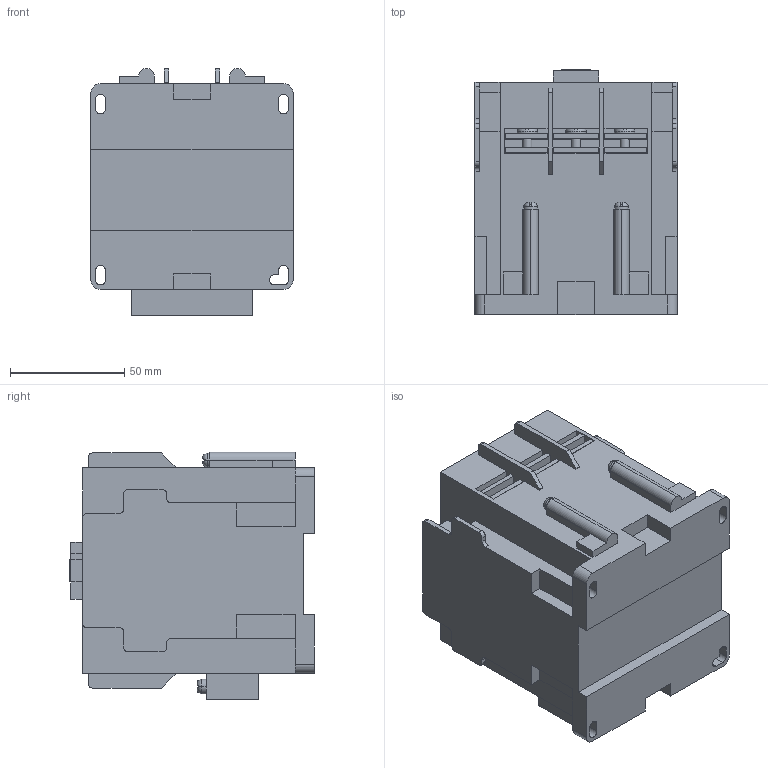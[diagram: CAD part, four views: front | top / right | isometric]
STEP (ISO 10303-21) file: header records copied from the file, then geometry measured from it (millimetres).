
FILE_DESCRIPTION (( 'STEP AP214' ), '1' );
FILE_NAME ('Ktec60-W.STEP', '2020-05-27T10:45:42', ( '' ), ( '' ), 'SwSTEP 2.0', 'SolidWorks 2020', '' );
FILE_SCHEMA (( 'AUTOMOTIVE_DESIGN' ));
Length unit declared in the file: millimetre
Products named in the file (1): Ktec60-W
Bounding box: 88.5 x 107.21 x 108.25 mm (x, y, z)
Volume: 709568.5 mm3; surface area: 82607.2 mm2
Topology: 1 solids, 1 shells, 1548 faces, 4230 edges, 2808 vertices
Faces by surface type: plane 1058, bspline 266, cylinder 178, cone 28, torus 18
Entity records: 74011 total; most frequent: CARTESIAN_POINT 26955, ORIENTED_EDGE 8460, DIRECTION 6524, EDGE_CURVE 4230, VECTOR 3058, LINE 3058, VERTEX_POINT 2808, AXIS2_PLACEMENT_3D 1733
